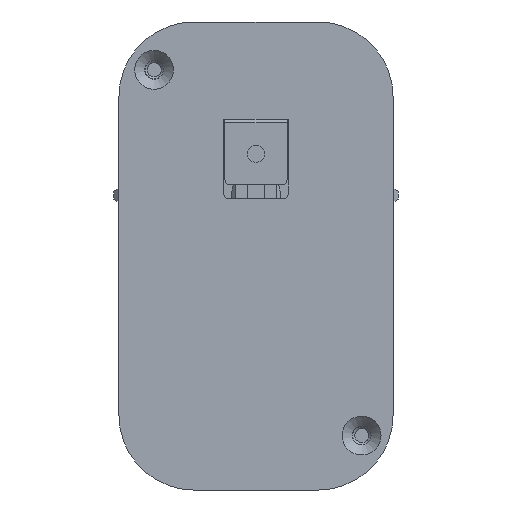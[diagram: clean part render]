
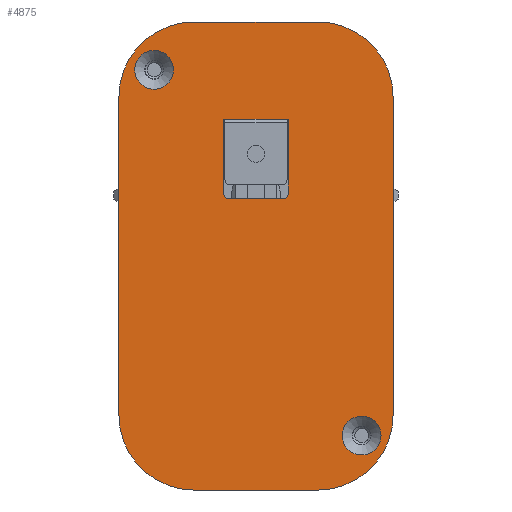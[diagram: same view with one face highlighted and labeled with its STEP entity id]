
A CAD part, front view. The second image highlights one B-rep face of the part: STEP entity #4875.
In plain terms, the highlighted planar face has unit normal (0, -1, 0).
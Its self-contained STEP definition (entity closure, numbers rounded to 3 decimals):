
#351=CIRCLE('',#5358,1.);
#354=CIRCLE('',#5363,1.);
#361=CIRCLE('',#5397,3.75);
#362=CIRCLE('',#5399,3.75);
#363=CIRCLE('',#5401,14.5);
#364=CIRCLE('',#5404,14.5);
#365=CIRCLE('',#5407,14.5);
#366=CIRCLE('',#5410,14.5);
#494=FACE_BOUND('',#1062,.T.);
#495=FACE_BOUND('',#1063,.T.);
#496=FACE_BOUND('',#1064,.T.);
#764=FACE_OUTER_BOUND('',#1061,.T.);
#1061=EDGE_LOOP('',(#4413,#4414,#4415,#4416,#4417,#4418,#4419,#4420));
#1062=EDGE_LOOP('',(#4421,#4422,#4423,#4424,#4425,#4426,#4427,#4428));
#1063=EDGE_LOOP('',(#4429));
#1064=EDGE_LOOP('',(#4430));
#1385=LINE('',#8248,#1793);
#1415=LINE('',#8323,#1823);
#1416=LINE('',#8326,#1824);
#1418=LINE('',#8330,#1826);
#1420=LINE('',#8334,#1828);
#1422=LINE('',#8337,#1830);
#1459=LINE('',#8422,#1867);
#1462=LINE('',#8430,#1870);
#1465=LINE('',#8438,#1873);
#1468=LINE('',#8445,#1876);
#1793=VECTOR('',#6655,10.);
#1823=VECTOR('',#6707,10.);
#1824=VECTOR('',#6710,10.);
#1826=VECTOR('',#6714,10.);
#1828=VECTOR('',#6718,10.);
#1830=VECTOR('',#6722,10.);
#1867=VECTOR('',#6813,10.);
#1870=VECTOR('',#6822,10.);
#1873=VECTOR('',#6831,10.);
#1876=VECTOR('',#6840,10.);
#2267=VERTEX_POINT('',#8238);
#2268=VERTEX_POINT('',#8239);
#2271=VERTEX_POINT('',#8247);
#2274=VERTEX_POINT('',#8255);
#2305=VERTEX_POINT('',#8321);
#2306=VERTEX_POINT('',#8325);
#2307=VERTEX_POINT('',#8329);
#2308=VERTEX_POINT('',#8333);
#2325=VERTEX_POINT('',#8407);
#2326=VERTEX_POINT('',#8411);
#2327=VERTEX_POINT('',#8415);
#2328=VERTEX_POINT('',#8417);
#2329=VERTEX_POINT('',#8421);
#2330=VERTEX_POINT('',#8425);
#2331=VERTEX_POINT('',#8429);
#2332=VERTEX_POINT('',#8433);
#2333=VERTEX_POINT('',#8437);
#2334=VERTEX_POINT('',#8441);
#2934=EDGE_CURVE('',#2267,#2268,#351,.T.);
#2938=EDGE_CURVE('',#2271,#2268,#1385,.T.);
#2942=EDGE_CURVE('',#2271,#2274,#354,.T.);
#2976=EDGE_CURVE('',#2267,#2305,#1415,.T.);
#2977=EDGE_CURVE('',#2306,#2274,#1416,.T.);
#2979=EDGE_CURVE('',#2307,#2306,#1418,.T.);
#2981=EDGE_CURVE('',#2308,#2307,#1420,.T.);
#2983=EDGE_CURVE('',#2305,#2308,#1422,.T.);
#3016=EDGE_CURVE('',#2325,#2325,#361,.T.);
#3018=EDGE_CURVE('',#2326,#2326,#362,.T.);
#3021=EDGE_CURVE('',#2328,#2327,#363,.T.);
#3023=EDGE_CURVE('',#2329,#2328,#1459,.T.);
#3025=EDGE_CURVE('',#2330,#2329,#364,.T.);
#3027=EDGE_CURVE('',#2331,#2330,#1462,.T.);
#3029=EDGE_CURVE('',#2332,#2331,#365,.T.);
#3031=EDGE_CURVE('',#2333,#2332,#1465,.T.);
#3033=EDGE_CURVE('',#2334,#2333,#366,.T.);
#3035=EDGE_CURVE('',#2327,#2334,#1468,.T.);
#4413=ORIENTED_EDGE('',*,*,#3035,.T.);
#4414=ORIENTED_EDGE('',*,*,#3033,.T.);
#4415=ORIENTED_EDGE('',*,*,#3031,.T.);
#4416=ORIENTED_EDGE('',*,*,#3029,.T.);
#4417=ORIENTED_EDGE('',*,*,#3027,.T.);
#4418=ORIENTED_EDGE('',*,*,#3025,.T.);
#4419=ORIENTED_EDGE('',*,*,#3023,.T.);
#4420=ORIENTED_EDGE('',*,*,#3021,.T.);
#4421=ORIENTED_EDGE('',*,*,#2976,.T.);
#4422=ORIENTED_EDGE('',*,*,#2983,.T.);
#4423=ORIENTED_EDGE('',*,*,#2981,.T.);
#4424=ORIENTED_EDGE('',*,*,#2979,.T.);
#4425=ORIENTED_EDGE('',*,*,#2977,.T.);
#4426=ORIENTED_EDGE('',*,*,#2942,.F.);
#4427=ORIENTED_EDGE('',*,*,#2938,.T.);
#4428=ORIENTED_EDGE('',*,*,#2934,.F.);
#4429=ORIENTED_EDGE('',*,*,#3016,.T.);
#4430=ORIENTED_EDGE('',*,*,#3018,.T.);
#4603=PLANE('',#5412);
#4875=ADVANCED_FACE('',(#764,#494,#495,#496),#4603,.T.);
#5358=AXIS2_PLACEMENT_3D('',#8240,#6647,#6648);
#5363=AXIS2_PLACEMENT_3D('',#8256,#6662,#6663);
#5397=AXIS2_PLACEMENT_3D('',#8408,#6797,#6798);
#5399=AXIS2_PLACEMENT_3D('',#8412,#6802,#6803);
#5401=AXIS2_PLACEMENT_3D('',#8418,#6808,#6809);
#5404=AXIS2_PLACEMENT_3D('',#8426,#6817,#6818);
#5407=AXIS2_PLACEMENT_3D('',#8434,#6826,#6827);
#5410=AXIS2_PLACEMENT_3D('',#8442,#6835,#6836);
#5412=AXIS2_PLACEMENT_3D('',#8446,#6841,#6842);
#6647=DIRECTION('center_axis',(0.,-1.,0.));
#6648=DIRECTION('ref_axis',(-0.707,0.,-0.707));
#6655=DIRECTION('',(-1.,0.,0.));
#6662=DIRECTION('center_axis',(0.,-1.,0.));
#6663=DIRECTION('ref_axis',(0.707,0.,-0.707));
#6707=DIRECTION('',(0.,0.,1.));
#6710=DIRECTION('',(0.,0.,-1.));
#6714=DIRECTION('',(0.,0.,-1.));
#6718=DIRECTION('',(0.,0.,-1.));
#6722=DIRECTION('',(1.,0.,0.));
#6797=DIRECTION('center_axis',(0.,1.,0.));
#6798=DIRECTION('ref_axis',(0.,0.,-1.));
#6802=DIRECTION('center_axis',(0.,1.,0.));
#6803=DIRECTION('ref_axis',(0.,0.,-1.));
#6808=DIRECTION('center_axis',(0.,-1.,0.));
#6809=DIRECTION('ref_axis',(1.,0.,0.));
#6813=DIRECTION('',(0.,0.,1.));
#6817=DIRECTION('center_axis',(0.,-1.,0.));
#6818=DIRECTION('ref_axis',(0.,0.,-1.));
#6822=DIRECTION('',(1.,0.,0.));
#6826=DIRECTION('center_axis',(0.,-1.,0.));
#6827=DIRECTION('ref_axis',(-1.,0.,0.));
#6831=DIRECTION('',(0.,0.,-1.));
#6835=DIRECTION('center_axis',(0.,-1.,0.));
#6836=DIRECTION('ref_axis',(0.,0.,1.));
#6840=DIRECTION('',(-1.,0.,0.));
#6841=DIRECTION('center_axis',(0.,-1.,0.));
#6842=DIRECTION('ref_axis',(1.,0.,0.));
#8238=CARTESIAN_POINT('',(-6.2,-29.,-7.7));
#8239=CARTESIAN_POINT('',(-5.2,-29.,-8.7));
#8240=CARTESIAN_POINT('Origin',(-5.2,-29.,-7.7));
#8247=CARTESIAN_POINT('',(5.2,-29.,-8.7));
#8248=CARTESIAN_POINT('',(3.1,-29.,-8.7));
#8255=CARTESIAN_POINT('',(6.2,-29.,-7.7));
#8256=CARTESIAN_POINT('Origin',(5.2,-29.,-7.7));
#8321=CARTESIAN_POINT('',(-6.2,-29.,6.7));
#8323=CARTESIAN_POINT('',(-6.2,-29.,-13.963));
#8325=CARTESIAN_POINT('',(6.2,-29.,-6.));
#8326=CARTESIAN_POINT('',(6.2,-29.,-13.963));
#8329=CARTESIAN_POINT('',(6.2,-29.,6.));
#8330=CARTESIAN_POINT('',(6.2,-29.,-6.863));
#8333=CARTESIAN_POINT('',(6.2,-29.,6.7));
#8334=CARTESIAN_POINT('',(6.2,-29.,-5.513));
#8337=CARTESIAN_POINT('',(-3.1,-29.,6.7));
#8407=CARTESIAN_POINT('',(-19.682,-29.,20.012));
#8408=CARTESIAN_POINT('Origin',(-19.682,-29.,16.262));
#8411=CARTESIAN_POINT('',(20.419,-29.,-50.675));
#8412=CARTESIAN_POINT('Origin',(20.419,-29.,-54.425));
#8415=CARTESIAN_POINT('',(12.,-29.,25.5));
#8417=CARTESIAN_POINT('',(26.5,-29.,11.));
#8418=CARTESIAN_POINT('Origin',(12.,-29.,11.));
#8421=CARTESIAN_POINT('',(26.5,-29.,-50.451));
#8422=CARTESIAN_POINT('',(26.5,-29.,-50.451));
#8425=CARTESIAN_POINT('',(12.,-29.,-64.951));
#8426=CARTESIAN_POINT('Origin',(12.,-29.,-50.451));
#8429=CARTESIAN_POINT('',(-12.,-29.,-64.951));
#8430=CARTESIAN_POINT('',(-12.,-29.,-64.951));
#8433=CARTESIAN_POINT('',(-26.5,-29.,-50.451));
#8434=CARTESIAN_POINT('Origin',(-12.,-29.,-50.451));
#8437=CARTESIAN_POINT('',(-26.5,-29.,11.));
#8438=CARTESIAN_POINT('',(-26.5,-29.,11.));
#8441=CARTESIAN_POINT('',(-12.,-29.,25.5));
#8442=CARTESIAN_POINT('Origin',(-12.,-29.,11.));
#8445=CARTESIAN_POINT('',(12.,-29.,25.5));
#8446=CARTESIAN_POINT('Origin',(0.,-29.,-19.725));
